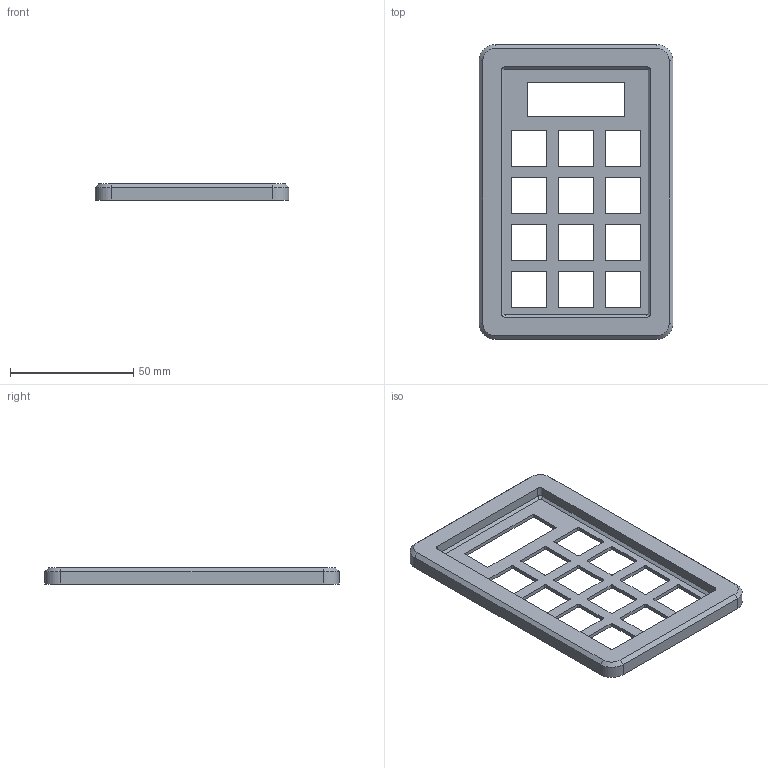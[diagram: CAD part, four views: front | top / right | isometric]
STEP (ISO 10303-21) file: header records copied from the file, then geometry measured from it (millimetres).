
FILE_DESCRIPTION(/* description */ ('','CAx-IF Rec.Pracs.---Representation and Presentation of Product Manufacturing Information (PMI)---4.0---2014-10-13'),/* implementation_level */ '2;1');
FILE_NAME(/* name */ 'UpperCase.step',/* time_stamp */ '2025-02-16T23:00:45+08:00',/* author */ (''),/* organization */ (''),/* preprocessor_version */ 'ST-DEVELOPER v20',/* originating_system */ 'Autodesk Translation Framework v13.20.0.188',/* authorisation */ '');
FILE_SCHEMA (('AP242_MANAGED_MODEL_BASED_3D_ENGINEERING_MIM_LF { 1 0 10303 442 1 1 4 }'));
Length unit declared in the file: millimetre
Products named in the file (1): Plate - Anson's Hackpad
Bounding box: 78.5 x 119.5 x 6.5 mm (x, y, z)
Volume: 24641.9 mm3; surface area: 17815.3 mm2
Topology: 1 solids, 1 shells, 155 faces, 412 edges, 268 vertices
Faces by surface type: plane 79, cylinder 64, cone 12
Full cylindrical faces by diameter (mm): 4.3 x4, 5 x4
Entity records: 4911 total; most frequent: DIRECTION 864, CARTESIAN_POINT 836, ORIENTED_EDGE 824, EDGE_CURVE 412, AXIS2_PLACEMENT_3D 296, LINE 272, VECTOR 272, VERTEX_POINT 268
